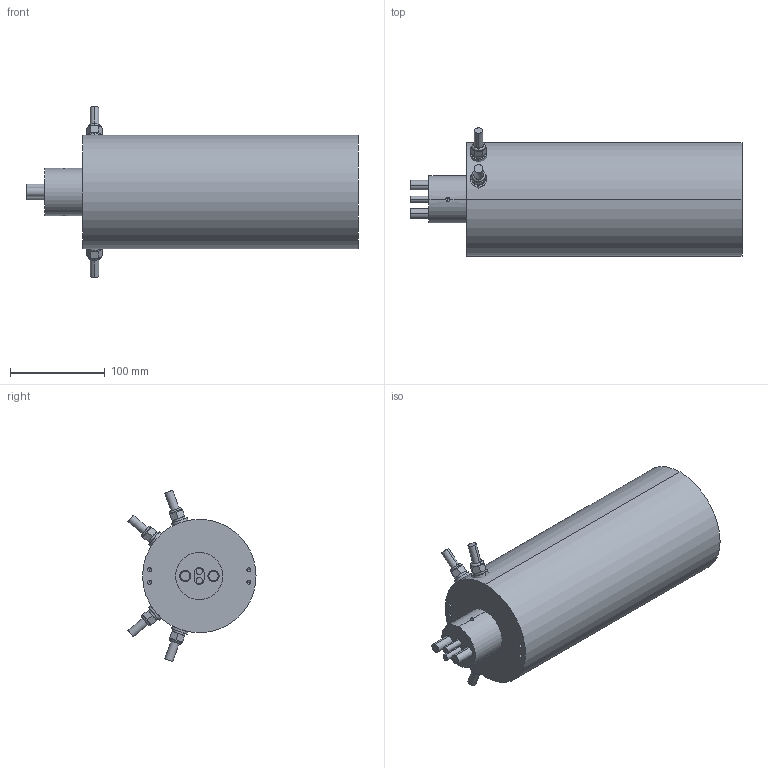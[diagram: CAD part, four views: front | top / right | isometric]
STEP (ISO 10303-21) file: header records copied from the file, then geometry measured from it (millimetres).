
FILE_DESCRIPTION (( 'STEP AP203' ), '1' );
FILE_NAME ('RX01231008-RZ099-P0840-S16-IP65.STEP', '2021-02-03T09:39:10', ( '微软用户' ), ( '微软中国' ), 'SwSTEP 2.0', 'SolidWorks 2014', '' );
FILE_SCHEMA (( 'CONFIG_CONTROL_DESIGN' ));
Length unit declared in the file: millimetre
Products named in the file (1): RX01231008-RZ099-P0840-S16-IP65
Bounding box: 351 x 135.43 x 181.04 mm (x, y, z)
Volume: 3390636.4 mm3; surface area: 148929.7 mm2
Topology: 3 solids, 3 shells, 181 faces, 393 edges, 228 vertices
Faces by surface type: plane 98, cylinder 63, cone 12, torus 8
Entity records: 5145 total; most frequent: CARTESIAN_POINT 1090, DIRECTION 899, ORIENTED_EDGE 762, EDGE_CURVE 381, AXIS2_PLACEMENT_3D 348, VERTEX_POINT 228, LINE 203, EDGE_LOOP 203
